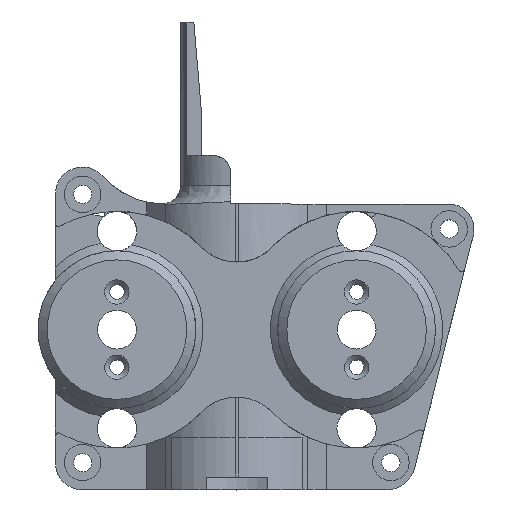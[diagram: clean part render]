
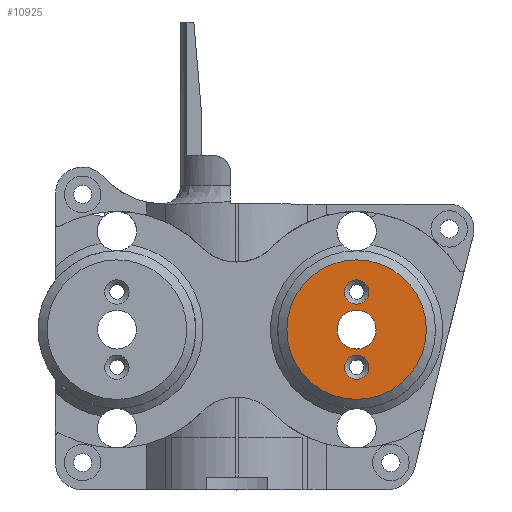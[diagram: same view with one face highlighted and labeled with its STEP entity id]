
A CAD part, top view. The second image highlights one B-rep face of the part: STEP entity #10925.
In plain terms, the highlighted planar face has unit normal (0, 0, 1).
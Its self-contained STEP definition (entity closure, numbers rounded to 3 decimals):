
#58=FACE_BOUND('',#2875,.T.);
#59=FACE_BOUND('',#2876,.T.);
#60=FACE_BOUND('',#2877,.T.);
#140=CIRCLE('',#11195,2.);
#142=CIRCLE('',#11198,11.5);
#143=CIRCLE('',#11199,2.);
#144=CIRCLE('',#11200,3.2);
#404=PLANE('',#11197);
#2259=FACE_OUTER_BOUND('',#2874,.T.);
#2874=EDGE_LOOP('',(#9286));
#2875=EDGE_LOOP('',(#9287));
#2876=EDGE_LOOP('',(#9288));
#2877=EDGE_LOOP('',(#9289));
#4793=VERTEX_POINT('',#22645);
#4795=VERTEX_POINT('',#22651);
#4796=VERTEX_POINT('',#22653);
#4797=VERTEX_POINT('',#22655);
#6351=EDGE_CURVE('',#4793,#4793,#140,.T.);
#6354=EDGE_CURVE('',#4795,#4795,#142,.T.);
#6355=EDGE_CURVE('',#4796,#4796,#143,.T.);
#6356=EDGE_CURVE('',#4797,#4797,#144,.T.);
#9286=ORIENTED_EDGE('',*,*,#6354,.F.);
#9287=ORIENTED_EDGE('',*,*,#6355,.F.);
#9288=ORIENTED_EDGE('',*,*,#6356,.T.);
#9289=ORIENTED_EDGE('',*,*,#6351,.F.);
#10925=ADVANCED_FACE('',(#2259,#58,#59,#60),#404,.T.);
#11195=AXIS2_PLACEMENT_3D('',#22646,#12221,#12222);
#11197=AXIS2_PLACEMENT_3D('',#22650,#12226,#12227);
#11198=AXIS2_PLACEMENT_3D('',#22652,#12228,#12229);
#11199=AXIS2_PLACEMENT_3D('',#22654,#12230,#12231);
#11200=AXIS2_PLACEMENT_3D('',#22656,#12232,#12233);
#12221=DIRECTION('center_axis',(0.,0.,1.));
#12222=DIRECTION('ref_axis',(1.,0.,0.));
#12226=DIRECTION('center_axis',(0.,0.,1.));
#12227=DIRECTION('ref_axis',(1.,0.,0.));
#12228=DIRECTION('center_axis',(0.,0.,-1.));
#12229=DIRECTION('ref_axis',(1.,0.,0.));
#12230=DIRECTION('center_axis',(0.,0.,1.));
#12231=DIRECTION('ref_axis',(1.,0.,0.));
#12232=DIRECTION('center_axis',(0.,0.,-1.));
#12233=DIRECTION('ref_axis',(1.,0.,0.));
#22645=CARTESIAN_POINT('',(17.75,-6.2,17.2));
#22646=CARTESIAN_POINT('Origin',(19.75,-6.2,17.2));
#22650=CARTESIAN_POINT('Origin',(19.75,0.,17.2));
#22651=CARTESIAN_POINT('',(8.25,0.,17.2));
#22652=CARTESIAN_POINT('Origin',(19.75,0.,17.2));
#22653=CARTESIAN_POINT('',(17.75,6.2,17.2));
#22654=CARTESIAN_POINT('Origin',(19.75,6.2,17.2));
#22655=CARTESIAN_POINT('',(16.55,0.,17.2));
#22656=CARTESIAN_POINT('Origin',(19.75,0.,17.2));
